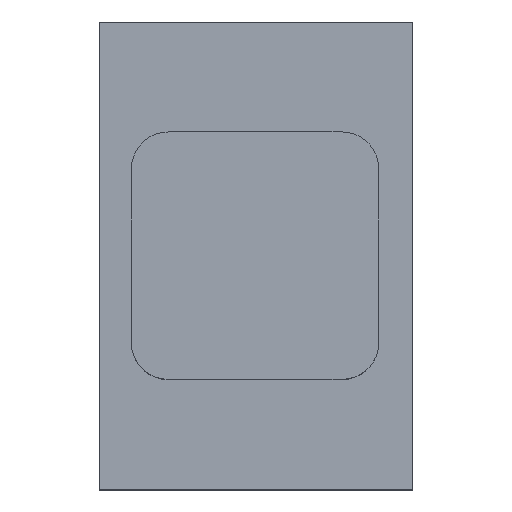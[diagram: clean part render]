
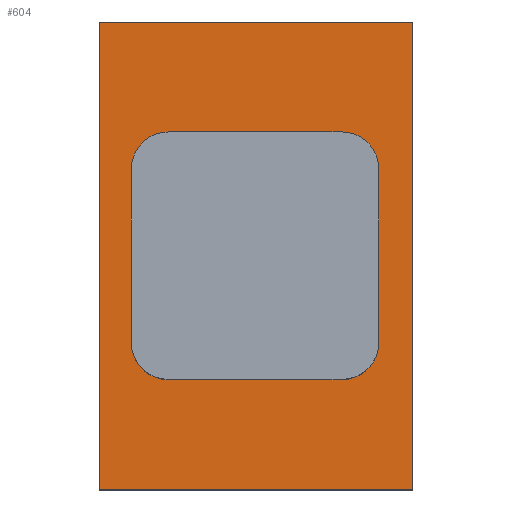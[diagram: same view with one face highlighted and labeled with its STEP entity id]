
A CAD part, top view. The second image highlights one B-rep face of the part: STEP entity #604.
In plain terms, the highlighted planar face has unit normal (0, 0, 1).
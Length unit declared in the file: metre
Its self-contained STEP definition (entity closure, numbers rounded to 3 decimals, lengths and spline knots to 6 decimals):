
#20=CIRCLE('',#654,0.001);
#21=CIRCLE('',#655,0.001);
#22=CIRCLE('',#656,0.001);
#23=CIRCLE('',#657,0.001);
#36=ORIENTED_EDGE('',*,*,#212,.T.);
#37=ORIENTED_EDGE('',*,*,#213,.T.);
#38=ORIENTED_EDGE('',*,*,#214,.T.);
#39=ORIENTED_EDGE('',*,*,#215,.T.);
#40=ORIENTED_EDGE('',*,*,#216,.T.);
#41=ORIENTED_EDGE('',*,*,#217,.T.);
#42=ORIENTED_EDGE('',*,*,#218,.T.);
#43=ORIENTED_EDGE('',*,*,#219,.T.);
#44=ORIENTED_EDGE('',*,*,#220,.F.);
#45=ORIENTED_EDGE('',*,*,#221,.T.);
#46=ORIENTED_EDGE('',*,*,#222,.F.);
#47=ORIENTED_EDGE('',*,*,#223,.F.);
#212=EDGE_CURVE('',#300,#301,#356,.T.);
#213=EDGE_CURVE('',#301,#302,#20,.T.);
#214=EDGE_CURVE('',#302,#303,#357,.F.);
#215=EDGE_CURVE('',#303,#304,#21,.T.);
#216=EDGE_CURVE('',#304,#305,#358,.F.);
#217=EDGE_CURVE('',#305,#306,#22,.T.);
#218=EDGE_CURVE('',#306,#307,#359,.T.);
#219=EDGE_CURVE('',#307,#300,#23,.T.);
#220=EDGE_CURVE('',#308,#309,#360,.T.);
#221=EDGE_CURVE('',#308,#310,#361,.T.);
#222=EDGE_CURVE('',#311,#310,#362,.F.);
#223=EDGE_CURVE('',#309,#311,#363,.T.);
#300=VERTEX_POINT('',#886);
#301=VERTEX_POINT('',#887);
#302=VERTEX_POINT('',#889);
#303=VERTEX_POINT('',#891);
#304=VERTEX_POINT('',#893);
#305=VERTEX_POINT('',#895);
#306=VERTEX_POINT('',#897);
#307=VERTEX_POINT('',#899);
#308=VERTEX_POINT('',#902);
#309=VERTEX_POINT('',#903);
#310=VERTEX_POINT('',#905);
#311=VERTEX_POINT('',#907);
#356=LINE('',#885,#428);
#357=LINE('',#890,#429);
#358=LINE('',#894,#430);
#359=LINE('',#898,#431);
#360=LINE('',#901,#432);
#361=LINE('',#904,#433);
#362=LINE('',#906,#434);
#363=LINE('',#908,#435);
#428=VECTOR('',#709,1.);
#429=VECTOR('',#712,1.);
#430=VECTOR('',#715,1.);
#431=VECTOR('',#718,1.);
#432=VECTOR('',#721,1.);
#433=VECTOR('',#722,1.);
#434=VECTOR('',#723,1.);
#435=VECTOR('',#724,1.);
#500=EDGE_LOOP('',(#36,#37,#38,#39,#40,#41,#42,#43));
#501=EDGE_LOOP('',(#44,#45,#46,#47));
#538=FACE_BOUND('',#500,.T.);
#539=FACE_BOUND('',#501,.T.);
#576=PLANE('',#653);
#604=ADVANCED_FACE('',(#538,#539),#576,.F.);
#653=AXIS2_PLACEMENT_3D('',#884,#707,#708);
#654=AXIS2_PLACEMENT_3D('',#888,#710,#711);
#655=AXIS2_PLACEMENT_3D('',#892,#713,#714);
#656=AXIS2_PLACEMENT_3D('',#896,#716,#717);
#657=AXIS2_PLACEMENT_3D('',#900,#719,#720);
#707=DIRECTION('',(0.,0.,-1.));
#708=DIRECTION('',(-1.,0.,0.));
#709=DIRECTION('',(1.,0.,0.));
#710=DIRECTION('',(0.,0.,-1.));
#711=DIRECTION('',(-1.,0.,0.));
#712=DIRECTION('',(0.,1.,0.));
#713=DIRECTION('',(0.,0.,-1.));
#714=DIRECTION('',(-1.,0.,0.));
#715=DIRECTION('',(1.,0.,0.));
#716=DIRECTION('',(0.,0.,-1.));
#717=DIRECTION('',(-1.,0.,0.));
#718=DIRECTION('',(0.,1.,0.));
#719=DIRECTION('',(0.,0.,-1.));
#720=DIRECTION('',(-1.,0.,0.));
#721=DIRECTION('',(1.,0.,0.));
#722=DIRECTION('',(0.,-1.,0.));
#723=DIRECTION('',(1.,0.,0.));
#724=DIRECTION('',(0.,-1.,0.));
#884=CARTESIAN_POINT('',(0.,0.,0.0005));
#885=CARTESIAN_POINT('',(0.008825,0.002318,0.0005));
#886=CARTESIAN_POINT('',(0.00646,0.002318,0.0005));
#887=CARTESIAN_POINT('',(0.01119,0.002318,0.0005));
#888=CARTESIAN_POINT('',(0.01119,0.001318,0.0005));
#889=CARTESIAN_POINT('',(0.01219,0.001318,0.0005));
#890=CARTESIAN_POINT('',(0.01219,-0.001047,0.0005));
#891=CARTESIAN_POINT('',(0.01219,-0.003412,0.0005));
#892=CARTESIAN_POINT('',(0.01119,-0.003412,0.0005));
#893=CARTESIAN_POINT('',(0.01119,-0.004412,0.0005));
#894=CARTESIAN_POINT('',(0.008825,-0.004412,0.0005));
#895=CARTESIAN_POINT('',(0.00646,-0.004412,0.0005));
#896=CARTESIAN_POINT('',(0.00646,-0.003412,0.0005));
#897=CARTESIAN_POINT('',(0.00546,-0.003412,0.0005));
#898=CARTESIAN_POINT('',(0.00546,-0.001047,0.0005));
#899=CARTESIAN_POINT('',(0.00546,0.001318,0.0005));
#900=CARTESIAN_POINT('',(0.00646,0.001318,0.0005));
#901=CARTESIAN_POINT('',(0.008825,0.005318,0.0005));
#902=CARTESIAN_POINT('',(0.00458,0.005318,0.0005));
#903=CARTESIAN_POINT('',(0.013118,0.005318,0.0005));
#904=CARTESIAN_POINT('',(0.00458,-0.001233,0.0005));
#905=CARTESIAN_POINT('',(0.00458,-0.007412,0.0005));
#906=CARTESIAN_POINT('',(0.008825,-0.007412,0.0005));
#907=CARTESIAN_POINT('',(0.013118,-0.007412,0.0005));
#908=CARTESIAN_POINT('',(0.013118,-0.001233,0.0005));
